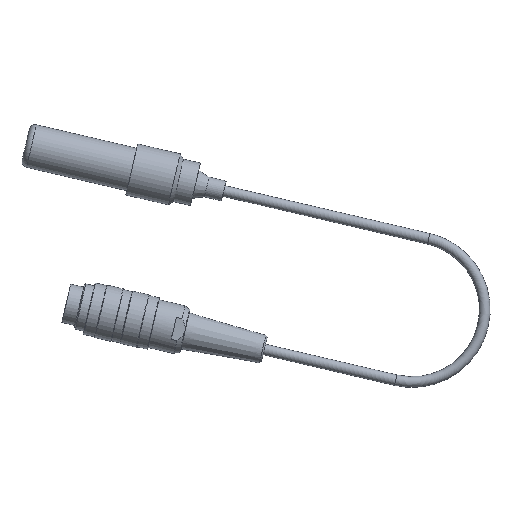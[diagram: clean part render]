
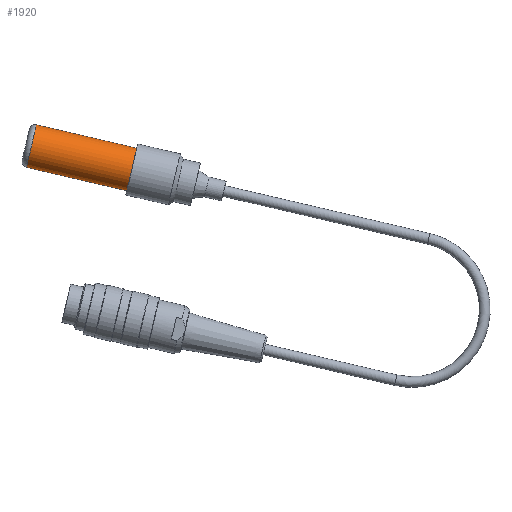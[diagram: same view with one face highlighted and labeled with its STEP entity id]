
A CAD part, top view. The second image highlights one B-rep face of the part: STEP entity #1920.
In plain terms, the highlighted cylindrical face has radius 7.5 mm (diameter 15 mm), a full revolution.
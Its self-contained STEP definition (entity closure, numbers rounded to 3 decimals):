
#368=FACE_BOUND('',#685,.T.);
#492=FACE_OUTER_BOUND('',#684,.T.);
#684=EDGE_LOOP('',(#1621));
#685=EDGE_LOOP('',(#1622));
#803=CIRCLE('',#2171,7.5);
#805=CIRCLE('',#2174,7.5);
#969=VERTEX_POINT('',#3603);
#971=VERTEX_POINT('',#3608);
#1188=EDGE_CURVE('',#969,#969,#803,.T.);
#1190=EDGE_CURVE('',#971,#971,#805,.T.);
#1621=ORIENTED_EDGE('',*,*,#1190,.T.);
#1622=ORIENTED_EDGE('',*,*,#1188,.F.);
#1667=CYLINDRICAL_SURFACE('',#2173,7.5);
#1920=ADVANCED_FACE('',(#492,#368),#1667,.T.);
#2171=AXIS2_PLACEMENT_3D('',#3604,#2717,#2718);
#2173=AXIS2_PLACEMENT_3D('',#3607,#2721,#2722);
#2174=AXIS2_PLACEMENT_3D('',#3609,#2723,#2724);
#2717=DIRECTION('center_axis',(-0.974,0.227,0.));
#2718=DIRECTION('ref_axis',(0.,0.,
1.));
#2721=DIRECTION('center_axis',(-0.974,0.227,0.));
#2722=DIRECTION('ref_axis',(0.,0.,
-1.));
#2723=DIRECTION('center_axis',(-0.974,0.227,0.));
#2724=DIRECTION('ref_axis',(0.227,0.974,0.));
#3603=CARTESIAN_POINT('',(-258.392,98.261,-0.947));
#3604=CARTESIAN_POINT('Origin',(-258.392,98.261,6.553));
#3607=CARTESIAN_POINT('Origin',(-242.08,94.454,6.553));
#3608=CARTESIAN_POINT('',(-223.821,90.192,-0.947));
#3609=CARTESIAN_POINT('Origin',(-223.821,90.192,6.553));
